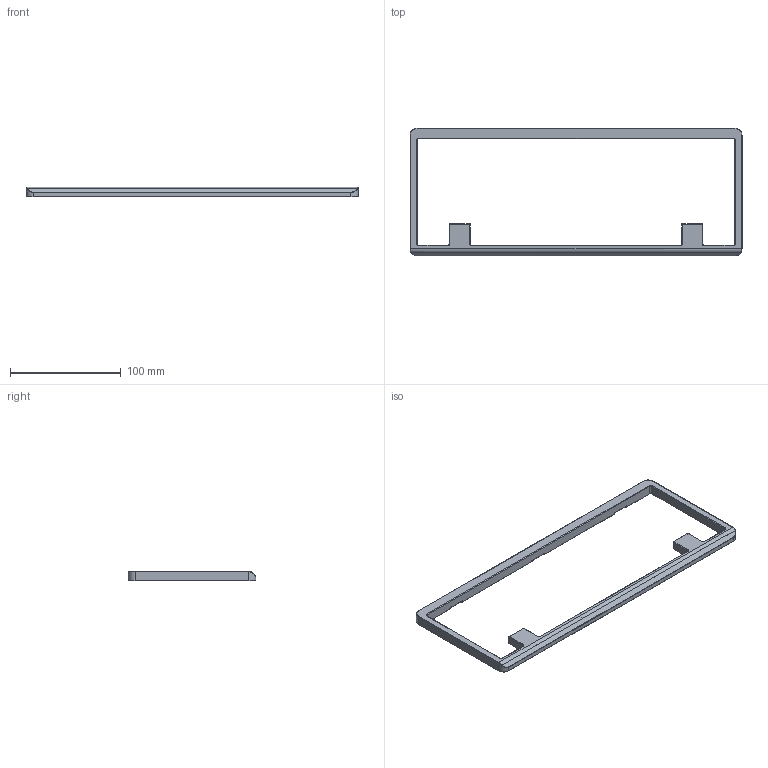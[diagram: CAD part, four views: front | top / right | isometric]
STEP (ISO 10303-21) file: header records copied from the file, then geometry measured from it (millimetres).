
FILE_DESCRIPTION(/* description */ (''),/* implementation_level */ '2;1');
FILE_NAME(/* name */ 'TOP_WKL_V2.step',/* time_stamp */ '2020-11-25T08:42:17+00:00',/* author */ (''),/* organization */ (''),/* preprocessor_version */ 'ST-DEVELOPER v18.1',/* originating_system */ 'Autodesk Translation Framework v9.3.0.1241',/* authorisation */ '');
FILE_SCHEMA (('AUTOMOTIVE_DESIGN { 1 0 10303 214 3 1 1 }'));
Length unit declared in the file: millimetre
Products named in the file (1): Top
Bounding box: 299.4 x 115.25 x 9 mm (x, y, z)
Volume: 63149.6 mm3; surface area: 29536.3 mm2
Topology: 1 solids, 1 shells, 213 faces, 494 edges, 292 vertices
Faces by surface type: cylinder 105, plane 52, torus 40, bspline 8, cone 8
Full cylindrical faces by diameter (mm): 2.075 x8, 2.529 x5, 6.35 x8
Entity records: 6179 total; most frequent: CARTESIAN_POINT 1212, DIRECTION 1134, ORIENTED_EDGE 964, EDGE_CURVE 482, AXIS2_PLACEMENT_3D 456, VERTEX_POINT 292, CIRCLE 238, EDGE_LOOP 236
